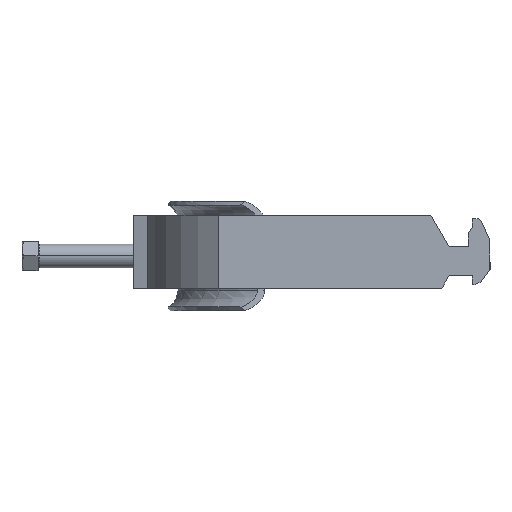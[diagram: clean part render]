
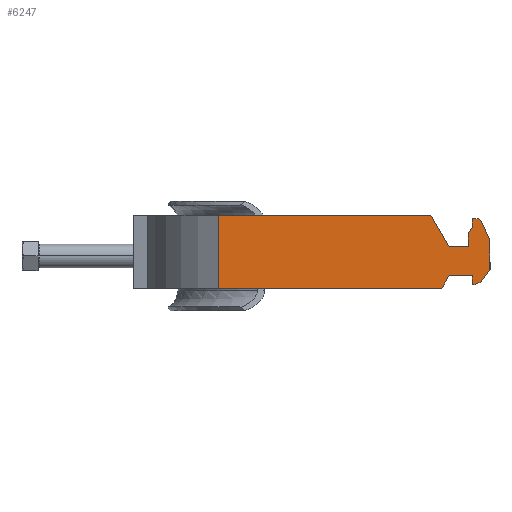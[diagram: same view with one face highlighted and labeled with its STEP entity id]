
A CAD part, left-side view. The second image highlights one B-rep face of the part: STEP entity #6247.
In plain terms, the highlighted planar face has unit normal (-1, 0, 0).
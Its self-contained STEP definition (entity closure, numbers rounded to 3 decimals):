
#67 = CARTESIAN_POINT ( 'NONE',  ( -44., -117., -11.25 ) ) ;
#217 = VERTEX_POINT ( 'NONE', #7002 ) ;
#256 = VERTEX_POINT ( 'NONE', #11939 ) ;
#260 = CARTESIAN_POINT ( 'NONE',  ( -44., -153., -8.25 ) ) ;
#310 = VECTOR ( 'NONE', #9343, 1000. ) ;
#320 = EDGE_CURVE ( 'NONE', #5814, #256, #6368, .T. ) ;
#326 = LINE ( 'NONE', #10358, #12255 ) ;
#340 = CARTESIAN_POINT ( 'NONE',  ( -44., -29.216, -12.5 ) ) ;
#356 = ORIENTED_EDGE ( 'NONE', *, *, #10354, .F. ) ;
#453 = VERTEX_POINT ( 'NONE', #2683 ) ;
#477 = CARTESIAN_POINT ( 'NONE',  ( -44., -114.5, 12.5 ) ) ;
#555 = ORIENTED_EDGE ( 'NONE', *, *, #741, .F. ) ;
#603 = CARTESIAN_POINT ( 'NONE',  ( -44., -153., 12.5 ) ) ;
#639 = VERTEX_POINT ( 'NONE', #8605 ) ;
#741 = EDGE_CURVE ( 'NONE', #12427, #639, #326, .T. ) ;
#750 = ORIENTED_EDGE ( 'NONE', *, *, #1778, .F. ) ;
#917 = CARTESIAN_POINT ( 'NONE',  ( -44., -119., -10.36 ) ) ;
#969 = DIRECTION ( 'NONE',  ( 0., -0.5, -0.866 ) ) ;
#1095 = ORIENTED_EDGE ( 'NONE', *, *, #5763, .F. ) ;
#1097 = LINE ( 'NONE', #9898, #9347 ) ;
#1139 = VERTEX_POINT ( 'NONE', #7617 ) ;
#1176 = CARTESIAN_POINT ( 'NONE',  ( -44., -122., -6.075 ) ) ;
#1192 = VERTEX_POINT ( 'NONE', #9750 ) ;
#1508 = ORIENTED_EDGE ( 'NONE', *, *, #3416, .F. ) ;
#1512 = CARTESIAN_POINT ( 'NONE',  ( -44., -118., 11.25 ) ) ;
#1522 = DIRECTION ( 'NONE',  ( 0., 0.5, -0.866 ) ) ;
#1594 = CARTESIAN_POINT ( 'NONE',  ( -44., -114.5, 6.108 ) ) ;
#1708 = DIRECTION ( 'NONE',  ( 0., -1., 0. ) ) ;
#1778 = EDGE_CURVE ( 'NONE', #11912, #12561, #3713, .T. ) ;
#1858 = VERTEX_POINT ( 'NONE', #340 ) ;
#2046 = CARTESIAN_POINT ( 'NONE',  ( -44., -140.926, 20.954 ) ) ;
#2211 = LINE ( 'NONE', #11851, #7473 ) ;
#2302 = VECTOR ( 'NONE', #10514, 1000. ) ;
#2347 = DIRECTION ( 'NONE',  ( 0., -0.766, -0.643 ) ) ;
#2501 = DIRECTION ( 'NONE',  ( 0., 1., 0. ) ) ;
#2511 = VECTOR ( 'NONE', #6097, 1000. ) ;
#2683 = CARTESIAN_POINT ( 'NONE',  ( -44., -116., 8.25 ) ) ;
#3149 = LINE ( 'NONE', #11966, #4419 ) ;
#3246 = VERTEX_POINT ( 'NONE', #5606 ) ;
#3322 = EDGE_CURVE ( 'NONE', #12561, #1139, #11634, .T. ) ;
#3416 = EDGE_CURVE ( 'NONE', #217, #9348, #10316, .T. ) ;
#3494 = VECTOR ( 'NONE', #11242, 1000. ) ;
#3713 = LINE ( 'NONE', #12726, #4778 ) ;
#3777 = ORIENTED_EDGE ( 'NONE', *, *, #4688, .F. ) ;
#3842 = CARTESIAN_POINT ( 'NONE',  ( -44., -101.793, 12.5 ) ) ;
#3978 = LINE ( 'NONE', #2046, #4599 ) ;
#4055 = DIRECTION ( 'NONE',  ( 0., 0., 1. ) ) ;
#4067 = DIRECTION ( 'NONE',  ( 0., -0.407, -0.914 ) ) ;
#4101 = ORIENTED_EDGE ( 'NONE', *, *, #7975, .F. ) ;
#4141 = VECTOR ( 'NONE', #12136, 1000. ) ;
#4309 = LINE ( 'NONE', #4442, #3494 ) ;
#4419 = VECTOR ( 'NONE', #4055, 1000. ) ;
#4430 = EDGE_CURVE ( 'NONE', #4582, #6802, #12606, .T. ) ;
#4442 = CARTESIAN_POINT ( 'NONE',  ( -44., -122., 12.5 ) ) ;
#4468 = LINE ( 'NONE', #6406, #5652 ) ;
#4494 = FACE_OUTER_BOUND ( 'NONE', #7613, .T. ) ;
#4582 = VERTEX_POINT ( 'NONE', #3842 ) ;
#4587 = ORIENTED_EDGE ( 'NONE', *, *, #4430, .T. ) ;
#4599 = VECTOR ( 'NONE', #8902, 1000. ) ;
#4647 = VECTOR ( 'NONE', #12614, 1000. ) ;
#4653 = CARTESIAN_POINT ( 'NONE',  ( -44., -108., -8.25 ) ) ;
#4684 = EDGE_CURVE ( 'NONE', #1139, #1192, #7197, .T. ) ;
#4688 = EDGE_CURVE ( 'NONE', #1858, #6802, #6161, .T. ) ;
#4691 = DIRECTION ( 'NONE',  ( 0., 0.914, -0.407 ) ) ;
#4778 = VECTOR ( 'NONE', #4691, 1000. ) ;
#4803 = DIRECTION ( 'NONE',  ( 0., -1., 0. ) ) ;
#4969 = ORIENTED_EDGE ( 'NONE', *, *, #8126, .F. ) ;
#5053 = ORIENTED_EDGE ( 'NONE', *, *, #320, .F. ) ;
#5302 = DIRECTION ( 'NONE',  ( 0., 1., 0. ) ) ;
#5401 = CARTESIAN_POINT ( 'NONE',  ( -44., -128.235, 26.798 ) ) ;
#5582 = LINE ( 'NONE', #10752, #10562 ) ;
#5606 = CARTESIAN_POINT ( 'NONE',  ( -44., -116., 11.25 ) ) ;
#5652 = VECTOR ( 'NONE', #10233, 1000. ) ;
#5763 = EDGE_CURVE ( 'NONE', #1192, #5814, #7432, .T. ) ;
#5814 = VERTEX_POINT ( 'NONE', #4653 ) ;
#5835 = CARTESIAN_POINT ( 'NONE',  ( -44., -153., 1.75 ) ) ;
#6015 = LINE ( 'NONE', #10099, #7682 ) ;
#6097 = DIRECTION ( 'NONE',  ( 0., 0., 1. ) ) ;
#6161 = LINE ( 'NONE', #10049, #4141 ) ;
#6247 = ADVANCED_FACE ( 'NONE', ( #4494 ), #8575, .F. ) ;
#6368 = LINE ( 'NONE', #5401, #11404 ) ;
#6406 = CARTESIAN_POINT ( 'NONE',  ( -44., -153., -12.5 ) ) ;
#6770 = VERTEX_POINT ( 'NONE', #1176 ) ;
#6802 = VERTEX_POINT ( 'NONE', #11345 ) ;
#6983 = ORIENTED_EDGE ( 'NONE', *, *, #4684, .F. ) ;
#7002 = CARTESIAN_POINT ( 'NONE',  ( -44., -114.5, 1.75 ) ) ;
#7059 = CARTESIAN_POINT ( 'NONE',  ( -44., -116., 12.5 ) ) ;
#7141 = ORIENTED_EDGE ( 'NONE', *, *, #12608, .F. ) ;
#7197 = LINE ( 'NONE', #7059, #2511 ) ;
#7432 = LINE ( 'NONE', #260, #11965 ) ;
#7473 = VECTOR ( 'NONE', #969, 1000. ) ;
#7484 = CARTESIAN_POINT ( 'NONE',  ( -44., -122., 3.75 ) ) ;
#7613 = EDGE_LOOP ( 'NONE', ( #5053, #1095, #6983, #9465, #750, #10805, #356, #7141, #555, #10899, #11240, #4101, #1508, #9045, #8716, #4587, #3777, #4969 ) ) ;
#7617 = CARTESIAN_POINT ( 'NONE',  ( -44., -116., -11.25 ) ) ;
#7682 = VECTOR ( 'NONE', #4067, 1000. ) ;
#7975 = EDGE_CURVE ( 'NONE', #9348, #453, #5582, .T. ) ;
#8126 = EDGE_CURVE ( 'NONE', #256, #1858, #4468, .T. ) ;
#8515 = VECTOR ( 'NONE', #1708, 1000. ) ;
#8521 = CARTESIAN_POINT ( 'NONE',  ( -44., -153., -11.25 ) ) ;
#8575 = PLANE ( 'NONE',  #11559 ) ;
#8605 = CARTESIAN_POINT ( 'NONE',  ( -44., -119.055, 10.365 ) ) ;
#8716 = ORIENTED_EDGE ( 'NONE', *, *, #12593, .F. ) ;
#8810 = EDGE_CURVE ( 'NONE', #453, #3246, #3149, .T. ) ;
#8902 = DIRECTION ( 'NONE',  ( 0., 0.574, -0.819 ) ) ;
#9045 = ORIENTED_EDGE ( 'NONE', *, *, #12497, .F. ) ;
#9343 = DIRECTION ( 'NONE',  ( 0., 0., 1. ) ) ;
#9347 = VECTOR ( 'NONE', #4803, 1000. ) ;
#9348 = VERTEX_POINT ( 'NONE', #1594 ) ;
#9465 = ORIENTED_EDGE ( 'NONE', *, *, #3322, .F. ) ;
#9542 = DIRECTION ( 'NONE',  ( 1., 0., 0. ) ) ;
#9657 = DIRECTION ( 'NONE',  ( 0., -0.574, 0.819 ) ) ;
#9711 = VERTEX_POINT ( 'NONE', #7484 ) ;
#9750 = CARTESIAN_POINT ( 'NONE',  ( -44., -116., -8.25 ) ) ;
#9898 = CARTESIAN_POINT ( 'NONE',  ( -44., -153., 11.25 ) ) ;
#10049 = CARTESIAN_POINT ( 'NONE',  ( -44., -29.216, 12.5 ) ) ;
#10099 = CARTESIAN_POINT ( 'NONE',  ( -44., -123.877, -0.466 ) ) ;
#10233 = DIRECTION ( 'NONE',  ( 0., 1., 0. ) ) ;
#10316 = LINE ( 'NONE', #477, #310 ) ;
#10354 = EDGE_CURVE ( 'NONE', #9711, #6770, #4309, .T. ) ;
#10358 = CARTESIAN_POINT ( 'NONE',  ( -44., -137.923, -5.468 ) ) ;
#10514 = DIRECTION ( 'NONE',  ( 0., 1., 0. ) ) ;
#10562 = VECTOR ( 'NONE', #9657, 1000. ) ;
#10580 = CARTESIAN_POINT ( 'NONE',  ( -44., -153., 12.5 ) ) ;
#10609 = VERTEX_POINT ( 'NONE', #12265 ) ;
#10752 = CARTESIAN_POINT ( 'NONE',  ( -44., -130.169, 28.486 ) ) ;
#10805 = ORIENTED_EDGE ( 'NONE', *, *, #11572, .F. ) ;
#10831 = EDGE_CURVE ( 'NONE', #3246, #12427, #1097, .T. ) ;
#10899 = ORIENTED_EDGE ( 'NONE', *, *, #10831, .F. ) ;
#11240 = ORIENTED_EDGE ( 'NONE', *, *, #8810, .F. ) ;
#11242 = DIRECTION ( 'NONE',  ( 0., 0., -1. ) ) ;
#11345 = CARTESIAN_POINT ( 'NONE',  ( -44., -29.216, 12.5 ) ) ;
#11404 = VECTOR ( 'NONE', #1522, 1000. ) ;
#11539 = LINE ( 'NONE', #5835, #8515 ) ;
#11559 = AXIS2_PLACEMENT_3D ( 'NONE', #603, #9542, #2501 ) ;
#11572 = EDGE_CURVE ( 'NONE', #6770, #11912, #3978, .T. ) ;
#11634 = LINE ( 'NONE', #8521, #4647 ) ;
#11851 = CARTESIAN_POINT ( 'NONE',  ( -44., -114.595, -9.673 ) ) ;
#11912 = VERTEX_POINT ( 'NONE', #917 ) ;
#11939 = CARTESIAN_POINT ( 'NONE',  ( -44., -105.546, -12.5 ) ) ;
#11965 = VECTOR ( 'NONE', #5302, 1000. ) ;
#11966 = CARTESIAN_POINT ( 'NONE',  ( -44., -116., 12.5 ) ) ;
#12136 = DIRECTION ( 'NONE',  ( 0., 0., 1. ) ) ;
#12255 = VECTOR ( 'NONE', #2347, 1000. ) ;
#12265 = CARTESIAN_POINT ( 'NONE',  ( -44., -108., 1.75 ) ) ;
#12427 = VERTEX_POINT ( 'NONE', #1512 ) ;
#12497 = EDGE_CURVE ( 'NONE', #10609, #217, #11539, .T. ) ;
#12561 = VERTEX_POINT ( 'NONE', #67 ) ;
#12593 = EDGE_CURVE ( 'NONE', #4582, #10609, #2211, .T. ) ;
#12606 = LINE ( 'NONE', #10580, #2302 ) ;
#12608 = EDGE_CURVE ( 'NONE', #639, #9711, #6015, .T. ) ;
#12614 = DIRECTION ( 'NONE',  ( 0., 1., 0. ) ) ;
#12726 = CARTESIAN_POINT ( 'NONE',  ( -44., -155.869, 6.056 ) ) ;
